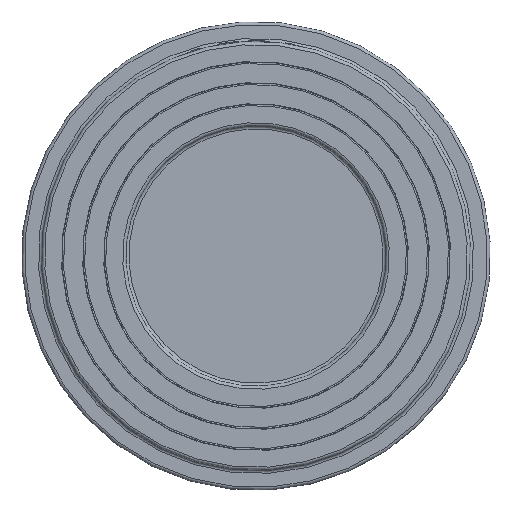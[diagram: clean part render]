
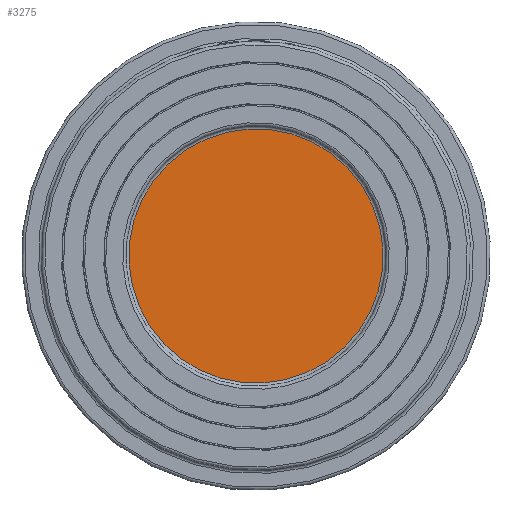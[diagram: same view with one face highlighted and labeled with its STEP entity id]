
A CAD part, front view. The second image highlights one B-rep face of the part: STEP entity #3275.
In plain terms, the highlighted planar face has unit normal (0, -1, 0).
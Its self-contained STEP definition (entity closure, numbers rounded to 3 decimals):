
#614=PLANE('',#3571);
#699=FACE_OUTER_BOUND('',#901,.T.);
#901=EDGE_LOOP('',(#2098));
#1131=CIRCLE('',#3570,41.5);
#1305=VERTEX_POINT('',#4951);
#1613=EDGE_CURVE('',#1305,#1305,#1131,.T.);
#2098=ORIENTED_EDGE('',*,*,#1613,.F.);
#3275=ADVANCED_FACE('',(#699),#614,.F.);
#3570=AXIS2_PLACEMENT_3D('',#4953,#3985,#3986);
#3571=AXIS2_PLACEMENT_3D('',#4954,#3987,#3988);
#3985=DIRECTION('center_axis',(0.,1.,0.));
#3986=DIRECTION('ref_axis',(-1.,0.,0.));
#3987=DIRECTION('center_axis',(0.,1.,0.));
#3988=DIRECTION('ref_axis',(0.,0.,1.));
#4951=CARTESIAN_POINT('',(0.,7.1,41.5));
#4953=CARTESIAN_POINT('Origin',(0.,7.1,0.));
#4954=CARTESIAN_POINT('Origin',(0.,7.1,0.));
